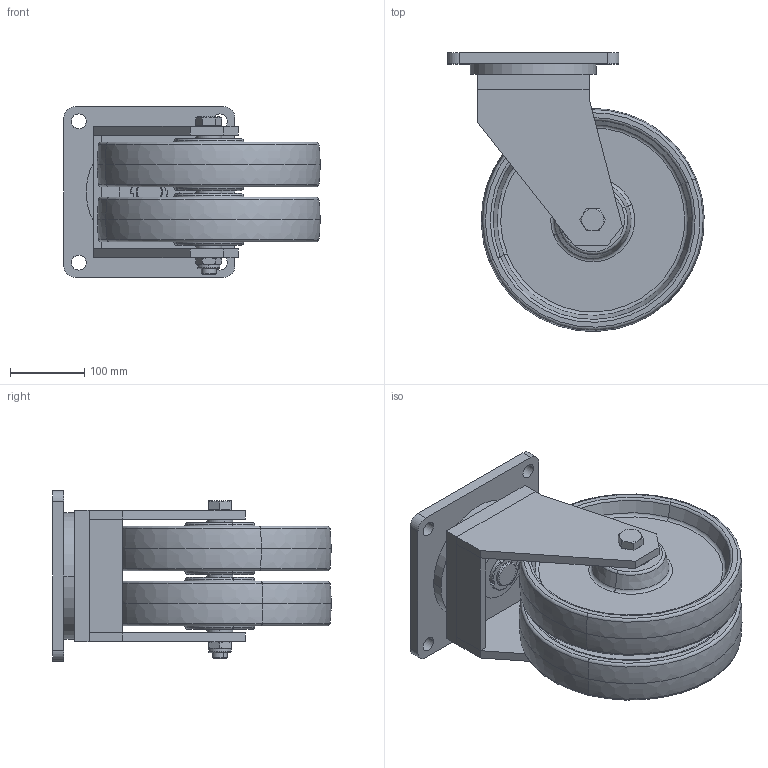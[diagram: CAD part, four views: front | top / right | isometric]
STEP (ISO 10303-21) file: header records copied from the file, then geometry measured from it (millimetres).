
FILE_DESCRIPTION (( 'STEP AP214' ), '1' );
FILE_NAME ('0015679_L-HD-PAH-300-K-3_(A-01).step', '2018-12-03T13:12:11', ( '' ), ( '' ), 'SwSTEP 2.0', 'SolidWorks 2018', '' );
FILE_SCHEMA (( 'AUTOMOTIVE_DESIGN' ));
Length unit declared in the file: millimetre
Products named in the file (1): 0015679_L-HD-PAH-300-K-3_(A-01)
Bounding box: 344.93 x 374.93 x 230 mm (x, y, z)
Surface area: 884064.6 mm2 (no closed solid volume)
Topology: 0 solids, 29 shells, 344 faces, 776 edges, 488 vertices
Faces by surface type: plane 116, cylinder 102, torus 76, cone 46, bspline 4
Entity records: 14094 total; most frequent: CARTESIAN_POINT 2231, DIRECTION 1826, ORIENTED_EDGE 1488, AXIS2_PLACEMENT_3D 779, EDGE_CURVE 776, VERTEX_POINT 488, CIRCLE 438, EDGE_LOOP 398
